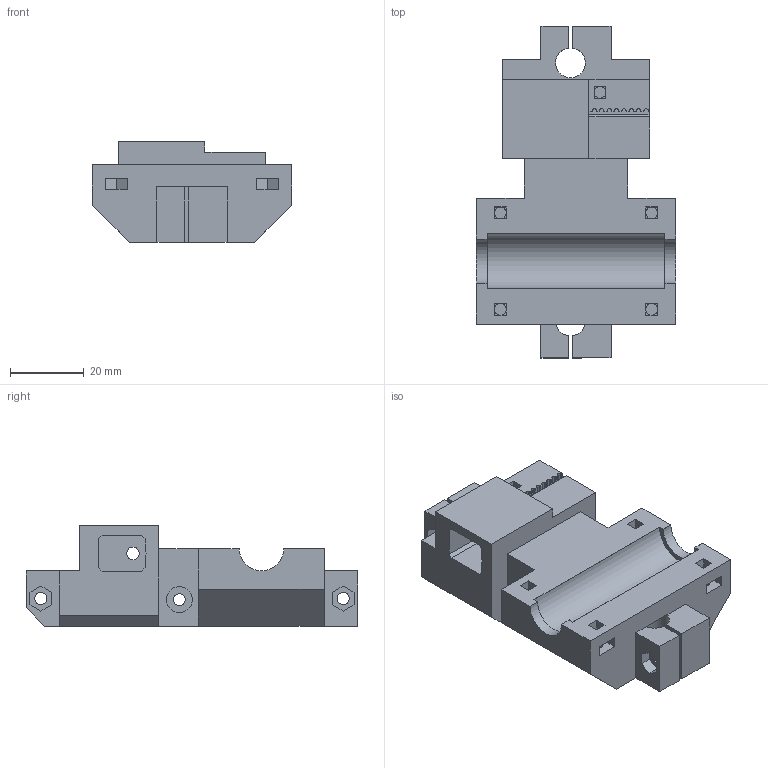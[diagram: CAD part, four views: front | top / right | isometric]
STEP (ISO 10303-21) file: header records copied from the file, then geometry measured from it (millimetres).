
FILE_DESCRIPTION(/* description */ (''),/* implementation_level */ '2;1');
FILE_NAME(/* name */ 'Y_Drive_Main.step',/* time_stamp */ '2019-09-30T17:31:07-04:00',/* author */ (''),/* organization */ (''),/* preprocessor_version */ 'ST-DEVELOPER v18',/* originating_system */ 'Autodesk Translation Framework v8.6.0.1094',/* authorisation */ '');
FILE_SCHEMA (('AUTOMOTIVE_DESIGN { 1 0 10303 214 3 1 1 }'));
Length unit declared in the file: millimetre
Products named in the file (1): Y_Drive_Main
Bounding box: 54 x 90 x 27.25 mm (x, y, z)
Volume: 57524.1 mm3; surface area: 18655.1 mm2
Topology: 1 solids, 1 shells, 280 faces, 764 edges, 502 vertices
Faces by surface type: plane 218, cylinder 62
Full cylindrical faces by diameter (mm): 3 x1, 3.2 x7, 3.3 x4, 3.4 x1, 6.1 x2, 7 x1, 7.3 x1
Entity records: 8851 total; most frequent: CARTESIAN_POINT 1547, ORIENTED_EDGE 1528, DIRECTION 1457, EDGE_CURVE 764, LINE 633, VECTOR 633, VERTEX_POINT 502, AXIS2_PLACEMENT_3D 412
